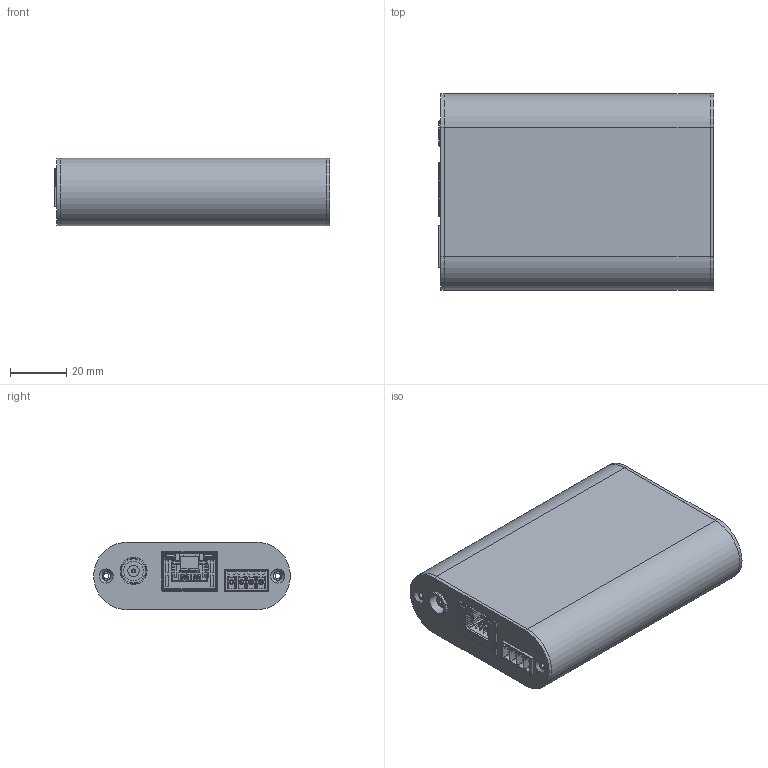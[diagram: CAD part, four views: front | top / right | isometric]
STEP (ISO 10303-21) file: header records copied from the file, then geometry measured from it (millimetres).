
FILE_DESCRIPTION(('Open CASCADE Model'),'2;1');
FILE_NAME('Open CASCADE Shape Model','2025-07-07T10:33:07',('Author'),( 'Open CASCADE'),'Open CASCADE STEP processor 7.5','Open CASCADE 7.5' ,'Unknown');
FILE_SCHEMA(('AUTOMOTIVE_DESIGN { 1 0 10303 214 1 1 1 1 }'));
Length unit declared in the file: millimetre
Products named in the file (31): PCB; Board; Open CASCADE STEP translator 7.5 2.1.1; J7; 632722200212; 632722200212_Inner Shielding; 632722200212_Housing; 632722200212_Outer Shielding; 632722200212_Under Shielding; 632722200212_Midplate; BK1; keystone-PN7779; J3; STEP-691322110004-rev1; 6913221100xx_PIN; 691325110004; J8; MUSB-05-F-B-SM-A-TR; _MUSBB; _MUSB-Body; _MUSB-Pin; J1; Conn_CUI_Inc_PJ-025_eec; base; pins; J2; M-RJE3A-188-1XX2-REVT1; Free-Models; PXM-0115-UB3OU-rev1A - Bracket U-Bridge 3.0 USB OUT; PXM-0113-UB3AL_BACK_Bracket_U-BRIDGE 3.0_DEVICE & PC 
HOST__R02_2024-04-24; 02244-65141_Enclosure 4KXUSB3_R01 (Jul 27, 2021)_RGB39423
Assembly tree (33 placements, depth 4):
  PCB
    Board
      Open CASCADE STEP translator 7.5 2.1.1
    J7
      632722200212
        632722200212_Inner Shielding
        632722200212_Housing
        632722200212_Outer Shielding
        632722200212_Under Shielding
        632722200212_Midplate
    BK1
      keystone-PN7779
    J3
      STEP-691322110004-rev1
        6913221100xx_PIN  x4
        691325110004
    J8
      MUSB-05-F-B-SM-A-TR
        _MUSBB
        _MUSB-Body
        _MUSB-Pin
    J1
      Conn_CUI_Inc_PJ-025_eec
        base
        pins
    J2
      M-RJE3A-188-1XX2-REVT1
    Free-Models
      PXM-0115-UB3OU-rev1A - Bracket U-Bridge 3.0 USB OUT
      PXM-0113-UB3AL_BACK_Bracket_U-BRIDGE 3.0_DEVICE & PC 
HOST__R02_2024-04-24
      02244-65141_Enclosure 4KXUSB3_R01 (Jul 27, 2021)_RGB39423
Bounding box: 97.82 x 70 x 24 mm (x, y, z)
Volume: 43641.9 mm3; surface area: 64130.1 mm2
Topology: 23 solids, 70 shells, 4117 faces, 11256 edges, 7355 vertices
Faces by surface type: plane 2966, cylinder 968, bspline 112, cone 49, torus 14, sphere 4, revolution 4
Full cylindrical faces by diameter (mm): 0.5 x1, 0.524 x2, 0.6 x5, 0.61 x2, 0.65 x2, 0.7 x2, 0.8 x5, 1.016 x10, 1.1 x2, 1.176 x1, 1.4 x4, 1.45 x2, 1.5 x2, 1.6 x2, 1.8 x4, 1.93 x4, 3.25 x2, 4 x1, 7 x1, 9 x1
Entity records: 158434 total; most frequent: CARTESIAN_POINT 30546, ORIENTED_EDGE 22274, DIRECTION 20583, EDGE_CURVE 11137, LINE 8711, VECTOR 8711, VERTEX_POINT 7289, AXIS2_PLACEMENT_3D 5934
